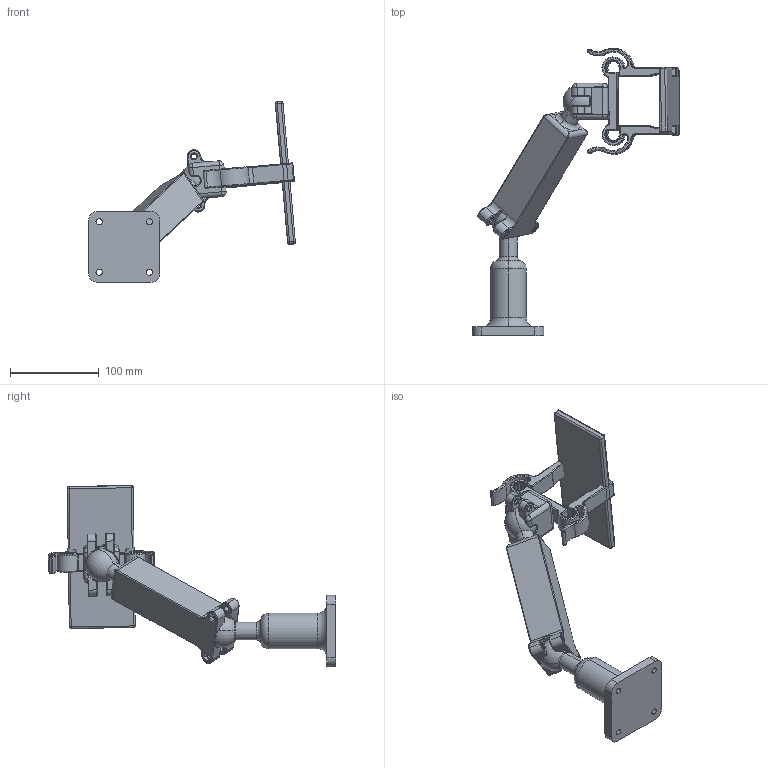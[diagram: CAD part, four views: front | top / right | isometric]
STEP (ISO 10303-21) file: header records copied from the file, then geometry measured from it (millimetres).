
FILE_DESCRIPTION (( 'STEP AP214' ), '1' );
FILE_NAME ('Mono Pod Assembly..STEP', '2023-06-19T18:40:41', ( '' ), ( '' ), 'SwSTEP 2.0', 'SolidWorks 2023', '' );
FILE_SCHEMA (( 'AUTOMOTIVE_DESIGN' ));
Length unit declared in the file: millimetre
Products named in the file (5): Stand; Gripper; Mono Pod Assembly.; Redmi Note 11; Arm
Assembly tree (4 placements, depth 2):
  Mono Pod Assembly.
    Gripper
    Redmi Note 11
    Stand
    Arm
Bounding box: 232.34 x 322.98 x 203.59 mm (x, y, z)
Volume: 651923.7 mm3; surface area: 127579.5 mm2
Topology: 5 solids, 5 shells, 699 faces, 1721 edges, 978 vertices
Faces by surface type: cylinder 284, torus 235, plane 93, sphere 61, bspline 24, cone 2
Entity records: 22525 total; most frequent: CARTESIAN_POINT 6290, DIRECTION 3632, ORIENTED_EDGE 3306, EDGE_CURVE 1653, AXIS2_PLACEMENT_3D 1572, VERTEX_POINT 968, CIRCLE 890, EDGE_LOOP 731
